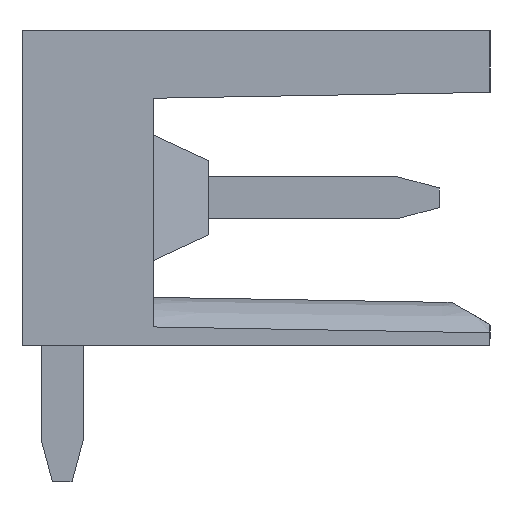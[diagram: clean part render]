
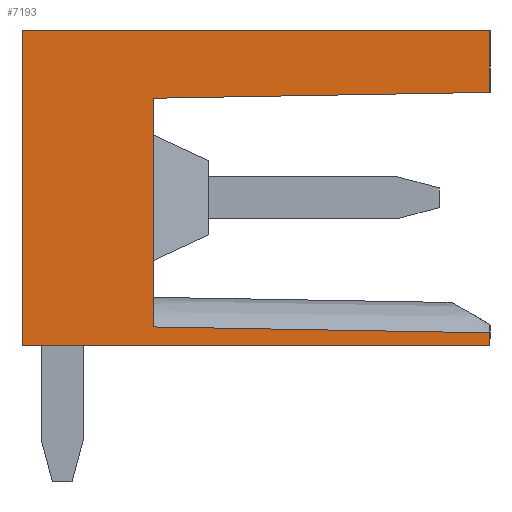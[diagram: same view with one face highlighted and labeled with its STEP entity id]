
A CAD part, left-side view. The second image highlights one B-rep face of the part: STEP entity #7193.
In plain terms, the highlighted planar face has unit normal (-1, 0, 0).
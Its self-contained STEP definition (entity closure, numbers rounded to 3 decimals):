
#7162=AXIS2_PLACEMENT_3D('Plane Axis2P3D',#7159,#7160,#7161) ;
#3507=CARTESIAN_POINT('Vertex',(0.,11.05,3.2)) ;
#3510=CARTESIAN_POINT('Line Origine',(0.,11.05,6.925)) ;
#3514=CARTESIAN_POINT('Vertex',(0.,11.05,10.65)) ;
#4176=CARTESIAN_POINT('Vertex',(0.,0.,3.2)) ;
#4179=CARTESIAN_POINT('Line Origine',(0.,5.525,3.2)) ;
#4258=CARTESIAN_POINT('Vertex',(0.,0.,10.65)) ;
#4263=CARTESIAN_POINT('Line Origine',(0.,0.,9.919)) ;
#4267=CARTESIAN_POINT('Vertex',(0.,0.,9.189)) ;
#5319=CARTESIAN_POINT('Line Origine',(0.,0.,3.356)) ;
#5323=CARTESIAN_POINT('Vertex',(0.,0.,3.511)) ;
#6127=CARTESIAN_POINT('Line Origine',(0.,5.525,10.65)) ;
#7159=CARTESIAN_POINT('Axis2P3D Location',(0.,0.,0.)) ;
#7164=CARTESIAN_POINT('Line Origine',(0.,3.975,3.581)) ;
#7168=CARTESIAN_POINT('Vertex',(0.,7.95,3.65)) ;
#7171=CARTESIAN_POINT('Line Origine',(0.,7.95,6.35)) ;
#7175=CARTESIAN_POINT('Vertex',(0.,7.95,9.05)) ;
#7178=CARTESIAN_POINT('Line Origine',(0.,3.975,9.119)) ;
#3511=DIRECTION('Vector Direction',(0.,0.,1.)) ;
#4180=DIRECTION('Vector Direction',(0.,1.,0.)) ;
#4264=DIRECTION('Vector Direction',(0.,0.,-1.)) ;
#5320=DIRECTION('Vector Direction',(0.,0.,-1.)) ;
#6128=DIRECTION('Vector Direction',(0.,-1.,0.)) ;
#7160=DIRECTION('Axis2P3D Direction',(-1.,0.,0.)) ;
#7161=DIRECTION('Axis2P3D XDirection',(0.,-1.,0.)) ;
#7165=DIRECTION('Vector Direction',(0.,1.,0.017)) ;
#7172=DIRECTION('Vector Direction',(0.,0.,1.)) ;
#7179=DIRECTION('Vector Direction',(0.,1.,-0.017)) ;
#3512=VECTOR('Line Direction',#3511,1.) ;
#4181=VECTOR('Line Direction',#4180,1.) ;
#4265=VECTOR('Line Direction',#4264,1.) ;
#5321=VECTOR('Line Direction',#5320,1.) ;
#6129=VECTOR('Line Direction',#6128,1.) ;
#7166=VECTOR('Line Direction',#7165,1.) ;
#7173=VECTOR('Line Direction',#7172,1.) ;
#7180=VECTOR('Line Direction',#7179,1.) ;
#7184=ORIENTED_EDGE('',*,*,#4269,.T.) ;
#7185=ORIENTED_EDGE('',*,*,#6131,.T.) ;
#7186=ORIENTED_EDGE('',*,*,#3516,.T.) ;
#7187=ORIENTED_EDGE('',*,*,#4183,.T.) ;
#7188=ORIENTED_EDGE('',*,*,#5325,.T.) ;
#7189=ORIENTED_EDGE('',*,*,#7170,.F.) ;
#7190=ORIENTED_EDGE('',*,*,#7177,.F.) ;
#7191=ORIENTED_EDGE('',*,*,#7182,.F.) ;
#7193=ADVANCED_FACE('HOUSING',(#7192),#7163,.T.) ;
#3516=EDGE_CURVE('',#3515,#3508,#3513,.F.) ;
#4183=EDGE_CURVE('',#3508,#4177,#4182,.F.) ;
#4269=EDGE_CURVE('',#4268,#4259,#4266,.F.) ;
#5325=EDGE_CURVE('',#4177,#5324,#5322,.F.) ;
#6131=EDGE_CURVE('',#4259,#3515,#6130,.F.) ;
#7170=EDGE_CURVE('',#7169,#5324,#7167,.F.) ;
#7177=EDGE_CURVE('',#7176,#7169,#7174,.F.) ;
#7182=EDGE_CURVE('',#4268,#7176,#7181,.T.) ;
#7183=EDGE_LOOP('',(#7184,#7185,#7186,#7187,#7188,#7189,#7190,#7191)) ;
#7192=FACE_OUTER_BOUND('',#7183,.T.) ;
#3513=LINE('Line',#3510,#3512) ;
#4182=LINE('Line',#4179,#4181) ;
#4266=LINE('Line',#4263,#4265) ;
#5322=LINE('Line',#5319,#5321) ;
#6130=LINE('Line',#6127,#6129) ;
#7167=LINE('Line',#7164,#7166) ;
#7174=LINE('Line',#7171,#7173) ;
#7181=LINE('Line',#7178,#7180) ;
#7163=PLANE('',#7162) ;
#3508=VERTEX_POINT('',#3507) ;
#3515=VERTEX_POINT('',#3514) ;
#4177=VERTEX_POINT('',#4176) ;
#4259=VERTEX_POINT('',#4258) ;
#4268=VERTEX_POINT('',#4267) ;
#5324=VERTEX_POINT('',#5323) ;
#7169=VERTEX_POINT('',#7168) ;
#7176=VERTEX_POINT('',#7175) ;
